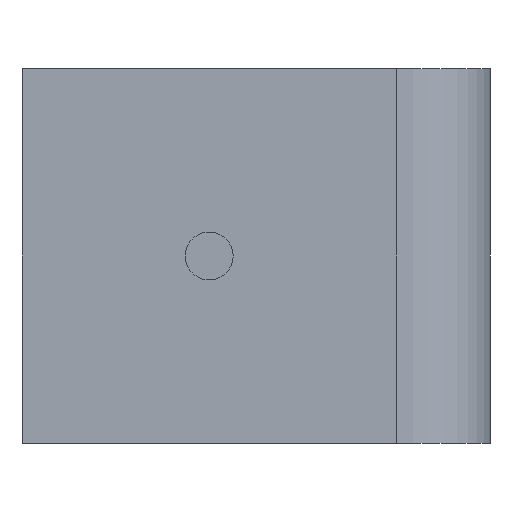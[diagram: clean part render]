
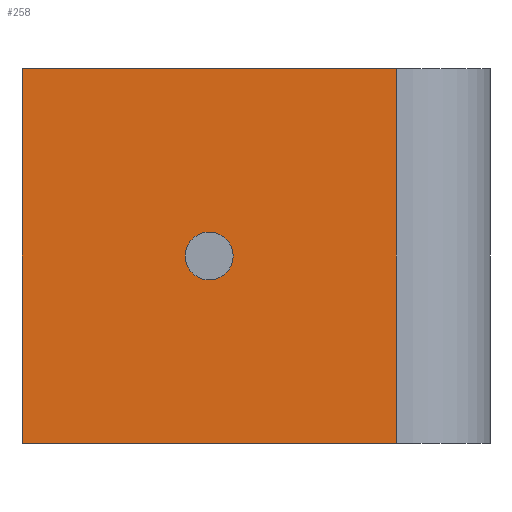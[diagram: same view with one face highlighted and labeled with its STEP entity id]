
A CAD part, left-side view. The second image highlights one B-rep face of the part: STEP entity #258.
In plain terms, the highlighted planar face has unit normal (-1, 0, 0).
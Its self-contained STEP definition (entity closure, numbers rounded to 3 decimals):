
#39 = ORIENTED_EDGE ( 'NONE', *, *, #136, .T. ) ;
#40 = ORIENTED_EDGE ( 'NONE', *, *, #230, .F. ) ;
#41 = ORIENTED_EDGE ( 'NONE', *, *, #231, .F. ) ;
#42 = ORIENTED_EDGE ( 'NONE', *, *, #225, .T. ) ;
#43 = ORIENTED_EDGE ( 'NONE', *, *, #228, .T. ) ;
#44 = ORIENTED_EDGE ( 'NONE', *, *, #248, .T. ) ;
#64 = CARTESIAN_POINT ( 'NONE',  ( -8.73, -3.175, -3.175 ) ) ;
#65 = DIRECTION ( 'NONE',  ( 0., -1., 0. ) ) ;
#85 = CARTESIAN_POINT ( 'NONE',  ( -8.73, 0., 0.407 ) ) ;
#88 = CARTESIAN_POINT ( 'NONE',  ( -8.73, -3.175, -3.175 ) ) ;
#89 = CARTESIAN_POINT ( 'NONE',  ( -8.73, 3.175, -3.175 ) ) ;
#90 = CARTESIAN_POINT ( 'NONE',  ( -8.73, 3.175, 3.175 ) ) ;
#91 = CARTESIAN_POINT ( 'NONE',  ( -8.73, 0., -0.407 ) ) ;
#92 = CARTESIAN_POINT ( 'NONE',  ( -8.73, -3.175, 3.175 ) ) ;
#121 = DIRECTION ( 'NONE',  ( 1., 0., 0. ) ) ;
#124 = CARTESIAN_POINT ( 'NONE',  ( -8.73, -3.175, 3.175 ) ) ;
#126 = PLANE ( 'NONE',  #218 ) ;
#128 = DIRECTION ( 'NONE',  ( 0., 0., -1. ) ) ;
#136 = EDGE_CURVE ( 'NONE', #320, #319, #420, .T. ) ;
#156 = AXIS2_PLACEMENT_3D ( 'NONE', #181, #182, #183 ) ;
#180 = DIRECTION ( 'NONE',  ( 0., -1., 0. ) ) ;
#181 = CARTESIAN_POINT ( 'NONE',  ( -8.73, 0., 0. ) ) ;
#182 = DIRECTION ( 'NONE',  ( 1., 0., 0. ) ) ;
#183 = DIRECTION ( 'NONE',  ( 0., 0., -1. ) ) ;
#185 = CARTESIAN_POINT ( 'NONE',  ( -8.73, -3.175, 3.175 ) ) ;
#189 = CARTESIAN_POINT ( 'NONE',  ( -8.73, -3.175, 3.175 ) ) ;
#191 = DIRECTION ( 'NONE',  ( 0., 0., -1. ) ) ;
#201 = CARTESIAN_POINT ( 'NONE',  ( -8.73, 0., 0. ) ) ;
#202 = DIRECTION ( 'NONE',  ( 1., 0., 0. ) ) ;
#203 = DIRECTION ( 'NONE',  ( 0., 0., -1. ) ) ;
#211 = AXIS2_PLACEMENT_3D ( 'NONE', #201, #202, #203 ) ;
#218 = AXIS2_PLACEMENT_3D ( 'NONE', #124, #121, #128 ) ;
#225 = EDGE_CURVE ( 'NONE', #319, #318, #404, .T. ) ;
#228 = EDGE_CURVE ( 'NONE', #313, #321, #400, .T. ) ;
#230 = EDGE_CURVE ( 'NONE', #320, #322, #398, .T. ) ;
#231 = EDGE_CURVE ( 'NONE', #322, #318, #396, .T. ) ;
#248 = EDGE_CURVE ( 'NONE', #321, #313, #397, .T. ) ;
#258 = ADVANCED_FACE ( 'NONE', ( #371, #338 ), #126, .F. ) ;
#307 = EDGE_LOOP ( 'NONE', ( #44, #43 ) ) ;
#308 = EDGE_LOOP ( 'NONE', ( #42, #41, #40, #39 ) ) ;
#313 = VERTEX_POINT ( 'NONE', #85 ) ;
#318 = VERTEX_POINT ( 'NONE', #88 ) ;
#319 = VERTEX_POINT ( 'NONE', #89 ) ;
#320 = VERTEX_POINT ( 'NONE', #90 ) ;
#321 = VERTEX_POINT ( 'NONE', #91 ) ;
#322 = VERTEX_POINT ( 'NONE', #92 ) ;
#338 = FACE_OUTER_BOUND ( 'NONE', #308, .T. ) ;
#357 = DIRECTION ( 'NONE',  ( 0., 0., -1. ) ) ;
#371 = FACE_BOUND ( 'NONE', #307, .T. ) ;
#393 = VECTOR ( 'NONE', #191, 1000. ) ;
#395 = VECTOR ( 'NONE', #180, 1000. ) ;
#396 = LINE ( 'NONE', #189, #393 ) ;
#397 = CIRCLE ( 'NONE', #211, 0.407 ) ;
#398 = LINE ( 'NONE', #185, #395 ) ;
#400 = CIRCLE ( 'NONE', #156, 0.407 ) ;
#402 = VECTOR ( 'NONE', #65, 1000. ) ;
#404 = LINE ( 'NONE', #64, #402 ) ;
#414 = VECTOR ( 'NONE', #357, 1000. ) ;
#420 = LINE ( 'NONE', #425, #414 ) ;
#425 = CARTESIAN_POINT ( 'NONE',  ( -8.73, 3.175, 3.175 ) ) ;
